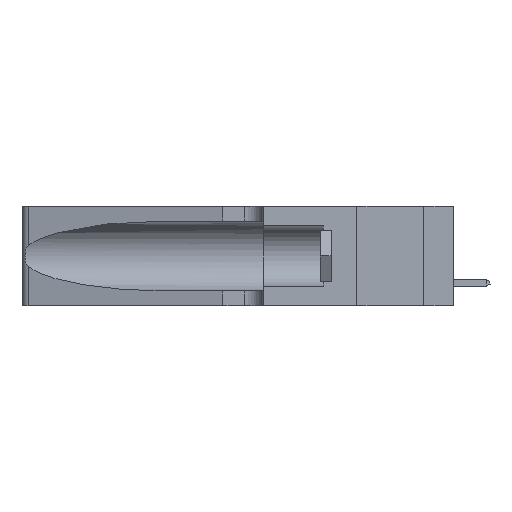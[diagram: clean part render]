
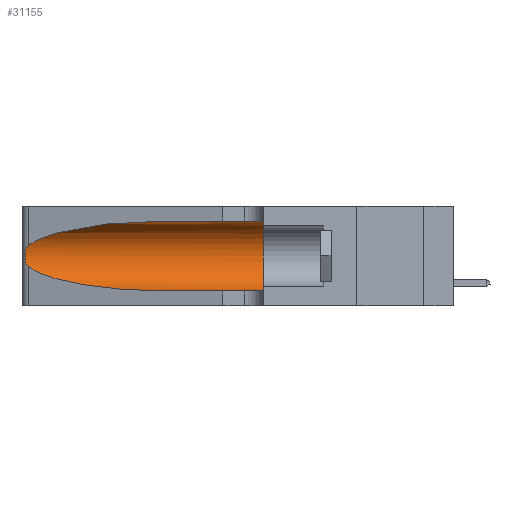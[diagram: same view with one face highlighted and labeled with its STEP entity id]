
A CAD part, left-side view. The second image highlights one B-rep face of the part: STEP entity #31155.
In plain terms, the highlighted cylindrical face has radius 3.308 mm (diameter 6.617 mm), a partial arc.
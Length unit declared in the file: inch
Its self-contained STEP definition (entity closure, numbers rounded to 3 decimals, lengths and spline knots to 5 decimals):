
#773 = CARTESIAN_POINT ( 'NONE',  ( 0.25854, 1.2359, 0.20912 ) ) ;
#924 = LINE ( 'NONE', #38973, #9970 ) ;
#1050 = CARTESIAN_POINT ( 'NONE',  ( 0.25555, 1.22994, 0.2215 ) ) ;
#1428 =( BOUNDED_CURVE ( )  B_SPLINE_CURVE ( 3, ( #10370, #34426, #27785, #40888 ),
 .UNSPECIFIED., .F., .F. ) 
 B_SPLINE_CURVE_WITH_KNOTS ( ( 4, 4 ),
 ( 1.5708, 2.84003 ),
 .UNSPECIFIED. ) 
 CURVE ( )  GEOMETRIC_REPRESENTATION_ITEM ( )  RATIONAL_B_SPLINE_CURVE ( ( 1., 0.87, 0.87, 1. ) ) 
 REPRESENTATION_ITEM ( '' )  );
#2596 = VERTEX_POINT ( 'NONE', #13353 ) ;
#3589 = DIRECTION ( 'NONE',  ( 0., -1., 0. ) ) ;
#3964 = DIRECTION ( 'NONE',  ( 0., 0., 1. ) ) ;
#4055 = CARTESIAN_POINT ( 'NONE',  ( 0.26075, 1.23896, 0.19203 ) ) ;
#5232 = CYLINDRICAL_SURFACE ( 'NONE', #11618, 0.13025 ) ;
#6421 = EDGE_CURVE ( 'NONE', #13566, #23995, #36098, .T. ) ;
#7767 = ORIENTED_EDGE ( 'NONE', *, *, #22958, .T. ) ;
#8048 = CARTESIAN_POINT ( 'NONE',  ( 0.25789, 1.23486, 0.15765 ) ) ;
#8438 = ORIENTED_EDGE ( 'NONE', *, *, #19886, .T. ) ;
#8447 = LINE ( 'NONE', #10097, #24561 ) ;
#9970 = VECTOR ( 'NONE', #28907, 39.37008 ) ;
#10097 = CARTESIAN_POINT ( 'NONE',  ( 0.1305, 1.61858, 0.31525 ) ) ;
#10301 = VERTEX_POINT ( 'NONE', #43879 ) ;
#10370 = CARTESIAN_POINT ( 'NONE',  ( 0.1305, 0.72297, 0.31525 ) ) ;
#11385 = EDGE_CURVE ( 'NONE', #42067, #10301, #8447, .T. ) ;
#11480 = CARTESIAN_POINT ( 'NONE',  ( 0.25487, 1.22718, 0.14631 ) ) ;
#11618 = AXIS2_PLACEMENT_3D ( 'NONE', #27395, #3589, #20816 ) ;
#12380 = AXIS2_PLACEMENT_3D ( 'NONE', #24172, #30781, #3964 ) ;
#12480 = EDGE_CURVE ( 'NONE', #23995, #20202, #44052, .T. ) ;
#13353 = CARTESIAN_POINT ( 'NONE',  ( 0.1305, 0.35, 0.05475 ) ) ;
#13424 = CARTESIAN_POINT ( 'NONE',  ( 0.1305, 0.72297, 0.31525 ) ) ;
#13566 = VERTEX_POINT ( 'NONE', #18233 ) ;
#14436 = CARTESIAN_POINT ( 'NONE',  ( 0.25487, 1.22718, 0.14631 ) ) ;
#14653 = CARTESIAN_POINT ( 'NONE',  ( 0.26018, 1.23835, 0.19895 ) ) ;
#18233 = CARTESIAN_POINT ( 'NONE',  ( 0.25487, 1.22718, 0.22369 ) ) ;
#19886 = EDGE_CURVE ( 'NONE', #42067, #13566, #1428, .T. ) ;
#20049 = EDGE_LOOP ( 'NONE', ( #8438, #25405, #43973, #7767, #37057, #27672 ) ) ;
#20202 = VERTEX_POINT ( 'NONE', #35607 ) ;
#20816 = DIRECTION ( 'NONE',  ( 0., 0., -1. ) ) ;
#22958 = EDGE_CURVE ( 'NONE', #20202, #2596, #924, .T. ) ;
#23995 = VERTEX_POINT ( 'NONE', #14436 ) ;
#24172 = CARTESIAN_POINT ( 'NONE',  ( 0.1305, 0.35, 0.185 ) ) ;
#24221 = DIRECTION ( 'NONE',  ( 0., -1., 0. ) ) ;
#24561 = VECTOR ( 'NONE', #24221, 39.37008 ) ;
#24711 = CARTESIAN_POINT ( 'NONE',  ( 0.26075, 1.23896, 0.178 ) ) ;
#25405 = ORIENTED_EDGE ( 'NONE', *, *, #6421, .T. ) ;
#25588 = FACE_OUTER_BOUND ( 'NONE', #20049, .T. ) ;
#26680 = CARTESIAN_POINT ( 'NONE',  ( 0.25487, 1.22718, 0.14631 ) ) ;
#27395 = CARTESIAN_POINT ( 'NONE',  ( 0.1305, 1.61858, 0.185 ) ) ;
#27672 = ORIENTED_EDGE ( 'NONE', *, *, #11385, .F. ) ;
#27785 = CARTESIAN_POINT ( 'NONE',  ( 0.2373, 1.15595, 0.28018 ) ) ;
#28608 = CARTESIAN_POINT ( 'NONE',  ( 0.25787, 1.23484, 0.2124 ) ) ;
#28907 = DIRECTION ( 'NONE',  ( 0., -1., 0. ) ) ;
#30128 = CARTESIAN_POINT ( 'NONE',  ( 0.1305, 0.72297, 0.05475 ) ) ;
#30430 = CARTESIAN_POINT ( 'NONE',  ( 0.2373, 1.15595, 0.08982 ) ) ;
#30781 = DIRECTION ( 'NONE',  ( 0., 1., 0. ) ) ;
#31155 = ADVANCED_FACE ( 'NONE', ( #25588 ), #5232, .F. ) ;
#31607 = CIRCLE ( 'NONE', #12380, 0.13025 ) ;
#32068 = CARTESIAN_POINT ( 'NONE',  ( 0.25555, 1.22993, 0.14849 ) ) ;
#34426 = CARTESIAN_POINT ( 'NONE',  ( 0.18966, 0.96281, 0.31525 ) ) ;
#34938 = CARTESIAN_POINT ( 'NONE',  ( 0.25639, 1.23186, 0.15144 ) ) ;
#35246 = CARTESIAN_POINT ( 'NONE',  ( 0.25487, 1.22718, 0.22369 ) ) ;
#35607 = CARTESIAN_POINT ( 'NONE',  ( 0.1305, 0.72297, 0.05475 ) ) ;
#36098 = B_SPLINE_CURVE_WITH_KNOTS ( 'NONE', 3,
 ( #35246, #1050, #42004, #28608, #773, #14653, #4055, #24711, #38673, #42149, #8048, #34938, #32068, #11480 ),
 .UNSPECIFIED., .F., .F.,
 ( 4, 2, 2, 2, 2, 2, 4 ),
 ( 0., 0.00027, 0.00053, 0.00107, 0.0016, 0.00187, 0.00214 ),
 .UNSPECIFIED. ) ;
#37057 = ORIENTED_EDGE ( 'NONE', *, *, #42882, .F. ) ;
#38673 = CARTESIAN_POINT ( 'NONE',  ( 0.26017, 1.23833, 0.17102 ) ) ;
#38973 = CARTESIAN_POINT ( 'NONE',  ( 0.1305, 1.61858, 0.05475 ) ) ;
#40888 = CARTESIAN_POINT ( 'NONE',  ( 0.25487, 1.22718, 0.22369 ) ) ;
#40977 = CARTESIAN_POINT ( 'NONE',  ( 0.18966, 0.96281, 0.05475 ) ) ;
#42004 = CARTESIAN_POINT ( 'NONE',  ( 0.25639, 1.23184, 0.21858 ) ) ;
#42067 = VERTEX_POINT ( 'NONE', #13424 ) ;
#42149 = CARTESIAN_POINT ( 'NONE',  ( 0.25856, 1.23593, 0.16098 ) ) ;
#42882 = EDGE_CURVE ( 'NONE', #10301, #2596, #31607, .T. ) ;
#43879 = CARTESIAN_POINT ( 'NONE',  ( 0.1305, 0.35, 0.31525 ) ) ;
#43973 = ORIENTED_EDGE ( 'NONE', *, *, #12480, .T. ) ;
#44052 =( BOUNDED_CURVE ( )  B_SPLINE_CURVE ( 3, ( #26680, #30430, #40977, #30128 ),
 .UNSPECIFIED., .F., .F. ) 
 B_SPLINE_CURVE_WITH_KNOTS ( ( 4, 4 ),
 ( 3.44316, 4.71239 ),
 .UNSPECIFIED. ) 
 CURVE ( )  GEOMETRIC_REPRESENTATION_ITEM ( )  RATIONAL_B_SPLINE_CURVE ( ( 1., 0.87, 0.87, 1. ) ) 
 REPRESENTATION_ITEM ( '' )  );
